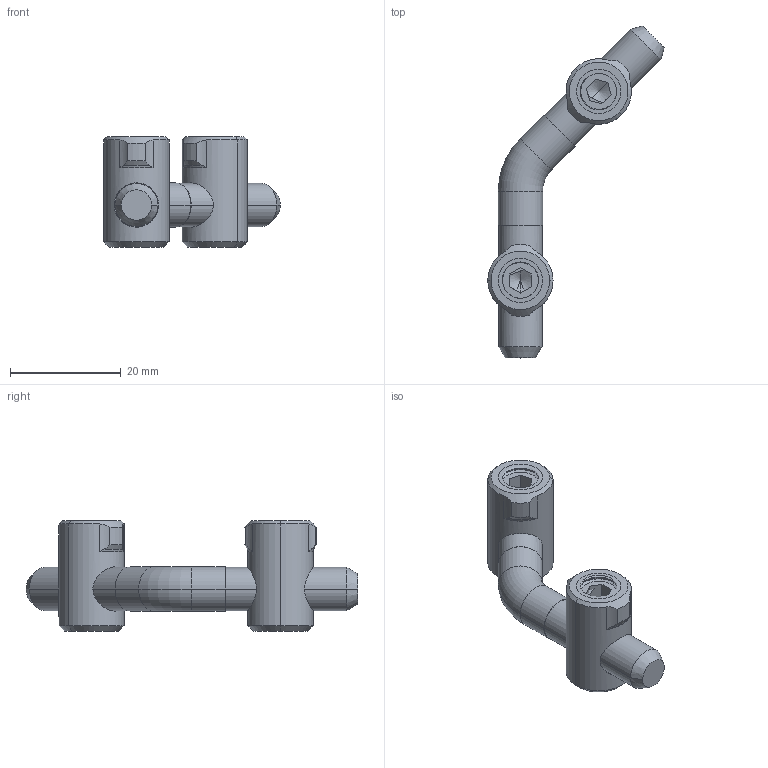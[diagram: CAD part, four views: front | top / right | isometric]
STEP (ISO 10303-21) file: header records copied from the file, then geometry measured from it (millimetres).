
FILE_DESCRIPTION((''),'2;1');
FILE_NAME('SV1645V.stp','2009-11-25T09:47:22',(''),(''),'Mechanical Desktop 2007','Mechanical Desktop 2007',', , ');
FILE_SCHEMA(('CONFIG_CONTROL_DESIGN'));
Length unit declared in the file: millimetre
Products named in the file (2): SV1645VA; SV1645V
Assembly tree (1 placements, depth 2):
  SV1645VA
    SV1645V
Bounding box: 31.88 x 59.98 x 20 mm (x, y, z)
Volume: 6180.4 mm3; surface area: 5317.7 mm2
Topology: 5 solids, 5 shells, 236 faces, 556 edges, 328 vertices
Faces by surface type: cone 100, cylinder 98, plane 26, bspline 10, torus 2
Entity records: 21665 total; most frequent: CARTESIAN_POINT 16290, DIRECTION 1122, ORIENTED_EDGE 1096, EDGE_CURVE 548, AXIS2_PLACEMENT_3D 462, VERTEX_POINT 328, EDGE_LOOP 250, FACE_OUTER_BOUND 236
